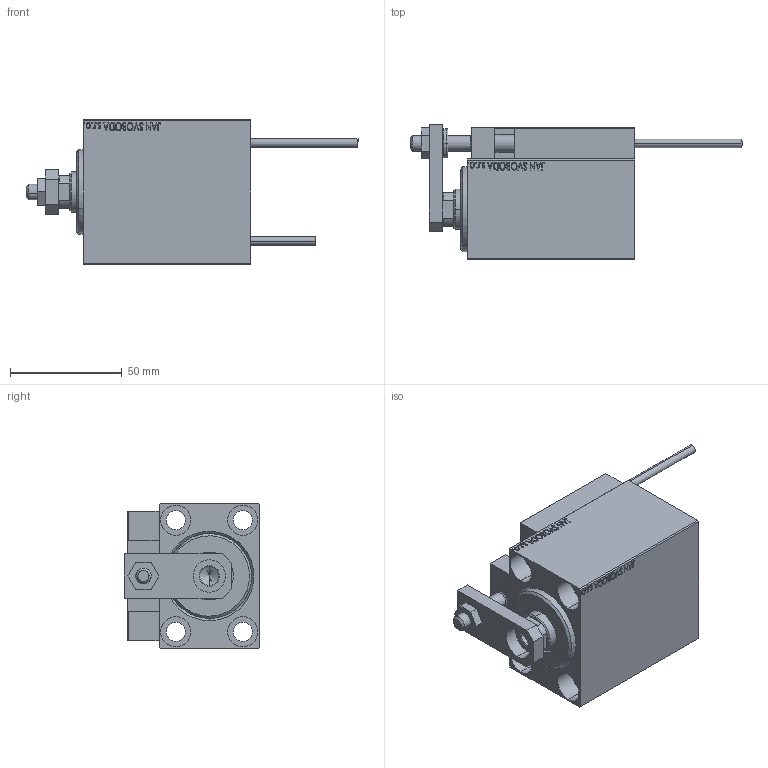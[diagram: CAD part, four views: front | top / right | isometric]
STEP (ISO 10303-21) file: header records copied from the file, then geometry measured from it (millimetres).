
FILE_DESCRIPTION (( 'STEP AP203' ), '1' );
FILE_NAME ('b4ac.STEP', '2024-04-23T18:12:42', ( '' ), ( '' ), 'SwSTEP 2.0', 'SolidWorks 2019', '' );
FILE_SCHEMA (( 'CONFIG_CONTROL_DESIGN' ));
Length unit declared in the file: millimetre
Products named in the file (15): SWITCH DIM B,W 6669876b6a80b6a94d1c469b81ba0631; TYC_L79 6669876b6a80b6a94d1c469b81ba0631; b4ac; V450CM_C_VCP 6669876b6a80b6a94d1c469b81ba0631; MAGNET 6669876b6a80b6a94d1c469b81ba0631; ZARAZKA 6669876b6a80b6a94d1c469b81ba0631; SWITCH X 6669876b6a80b6a94d1c469b81ba0631; Block 6669876b6a80b6a94d1c469b81ba0631; V450CM_VC_B 6669876b6a80b6a94d1c469b81ba0631; ALLEN BOLT D8 6669876b6a80b6a94d1c469b81ba0631; KONCOVKA 6669876b6a80b6a94d1c469b81ba0631; V450CM_C_Body 6669876b6a80b6a94d1c469b81ba0631; ALLEN BOLT D5 6669876b6a80b6a94d1c469b81ba0631; SWITCH_X_FRONT_BACK 6669876b6a80b6a94d1c469b81ba0631; NUT_D12 6669876b6a80b6a94d1c469b81ba0631
Assembly tree (24 placements, depth 3):
  b4ac
    V450CM_C_Body 6669876b6a80b6a94d1c469b81ba0631
    SWITCH X 6669876b6a80b6a94d1c469b81ba0631
      SWITCH_X_FRONT_BACK 6669876b6a80b6a94d1c469b81ba0631  x2
      TYC_L79 6669876b6a80b6a94d1c469b81ba0631
      Block 6669876b6a80b6a94d1c469b81ba0631  x2
      ALLEN BOLT D5 6669876b6a80b6a94d1c469b81ba0631  x4
      ALLEN BOLT D8 6669876b6a80b6a94d1c469b81ba0631  x4
      MAGNET 6669876b6a80b6a94d1c469b81ba0631  x2
      KONCOVKA 6669876b6a80b6a94d1c469b81ba0631  x2
    NUT_D12 6669876b6a80b6a94d1c469b81ba0631
    SWITCH DIM B,W 6669876b6a80b6a94d1c469b81ba0631
    ZARAZKA 6669876b6a80b6a94d1c469b81ba0631
    V450CM_C_VCP 6669876b6a80b6a94d1c469b81ba0631
    V450CM_VC_B 6669876b6a80b6a94d1c469b81ba0631
Bounding box: 148.7 x 60.5 x 65 mm (x, y, z)
Volume: 235667.3 mm3; surface area: 71619.6 mm2
Topology: 23 solids, 23 shells, 1282 faces, 3070 edges, 1963 vertices
Faces by surface type: plane 560, bspline 380, cylinder 188, cone 106, torus 44, sphere 4
Entity records: 50301 total; most frequent: CARTESIAN_POINT 26024, ORIENTED_EDGE 5160, DIRECTION 3460, EDGE_CURVE 2580, VERTEX_POINT 1687, VECTOR 1486, LINE 1486, EDGE_LOOP 1193
